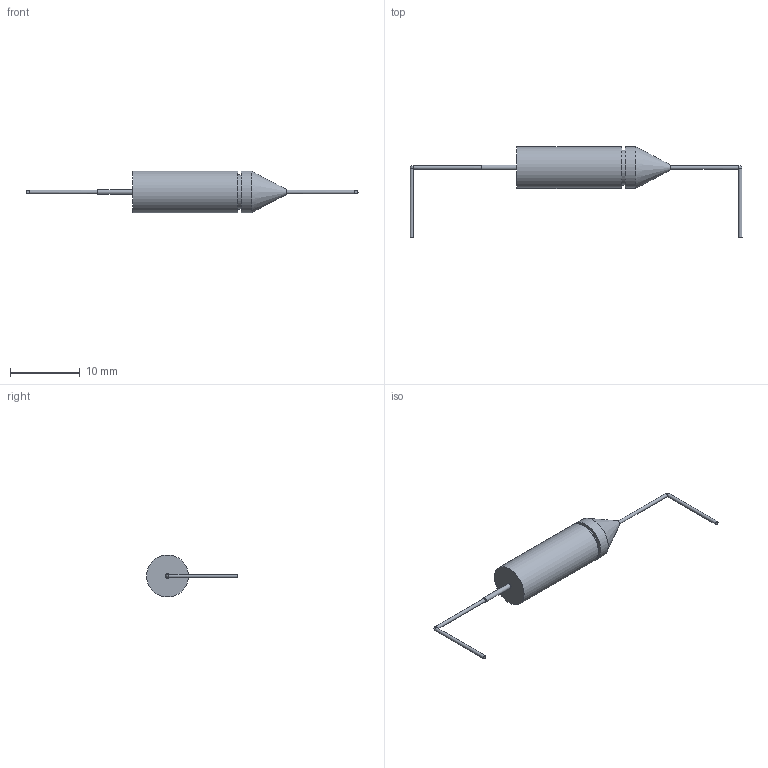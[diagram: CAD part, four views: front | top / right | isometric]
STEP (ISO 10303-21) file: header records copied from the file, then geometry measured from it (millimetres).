
FILE_DESCRIPTION(/* description */ (''),/* implementation_level */ '2;1');
FILE_NAME(/* name */ 'k50-29.stp',/* time_stamp */ '2023-12-15T08:06:15+02:00',/* author */ ('user'),/* organization */ (''),/* preprocessor_version */ 'ST-DEVELOPER v19.2',/* originating_system */ 'Autodesk Inventor 2024',/* authorisation */ '');
FILE_SCHEMA (('AUTOMOTIVE_DESIGN { 1 0 10303 214 3 1 1 }'));
Length unit declared in the file: millimetre
Products named in the file (1): k50-29
Bounding box: 47.47 x 13 x 6 mm (x, y, z)
Volume: 539.4 mm3; surface area: 497.9 mm2
Topology: 1 solids, 1 shells, 18 faces, 43 edges, 35 vertices
Faces by surface type: cylinder 8, plane 7, bspline 2, cone 1
Full cylindrical faces by diameter (mm): 0.5 x4, 0.7 x1, 5 x1, 6 x2
Entity records: 594 total; most frequent: CARTESIAN_POINT 140, DIRECTION 95, ORIENTED_EDGE 64, AXIS2_PLACEMENT_3D 43, EDGE_CURVE 32, CIRCLE 24, EDGE_LOOP 23, VERTEX_POINT 21
